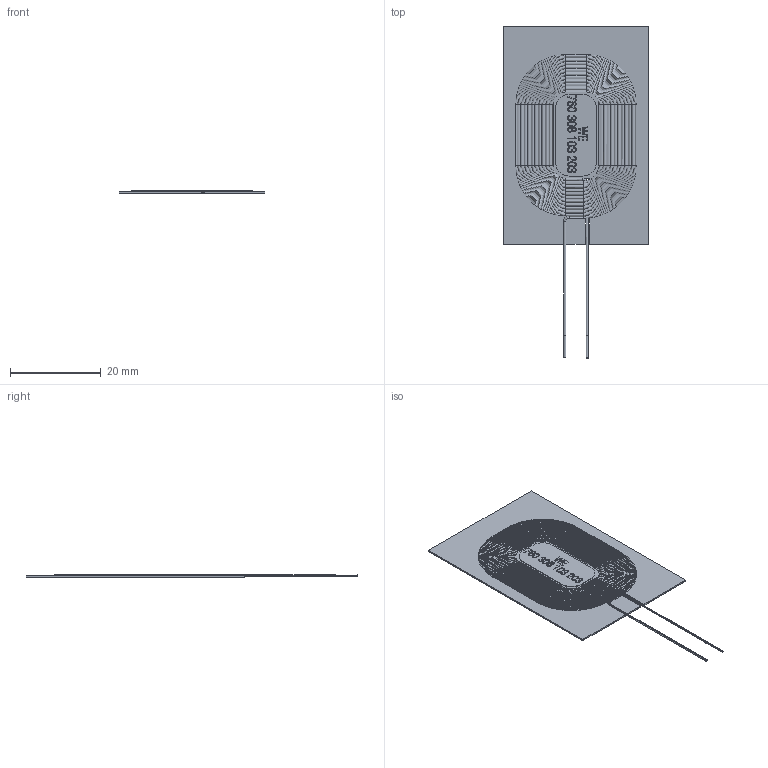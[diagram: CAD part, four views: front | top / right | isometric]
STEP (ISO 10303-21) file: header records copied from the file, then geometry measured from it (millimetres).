
FILE_DESCRIPTION(/* description */ ('Unknown'),/* implementation_level */ '2;1');
FILE_NAME(/* name */ 'L_Wurth_WE-WPCC-RX_760308103203',/* time_stamp */ '2025-04-22T16:53:58+08:00',/* author */ ('Unknown'),/* organization */ ('Unknown'),/* preprocessor_version */ 'ST-DEVELOPER v19.4',/* originating_system */ 'Solid Edge',/* authorisation */ 'Unknown');
FILE_SCHEMA (('AUTOMOTIVE_DESIGN {1 0 10303 214 3 1 1}'));
Length unit declared in the file: millimetre
Products named in the file (2): L_Wurth_WE-WPCC-RX_760308103203
Assembly tree (1 placements, depth 2):
  L_Wurth_WE-WPCC-RX_760308103203
    L_Wurth_WE-WPCC-RX_760308103203
Bounding box: 32 x 73 x 0.51 mm (x, y, z)
Volume: 615.1 mm3; surface area: 11297.3 mm2
Topology: 5 solids, 6 shells, 704 faces, 1467 edges, 799 vertices
Faces by surface type: cylinder 279, torus 264, plane 124, bspline 37
Full cylindrical faces by diameter (mm): 0.15 x6
Entity records: 25440 total; most frequent: CARTESIAN_POINT 5839, DIRECTION 3373, ORIENTED_EDGE 2918, AXIS2_PLACEMENT_3D 1468, EDGE_CURVE 1459, CIRCLE 799, VERTEX_POINT 798, EDGE_LOOP 743
